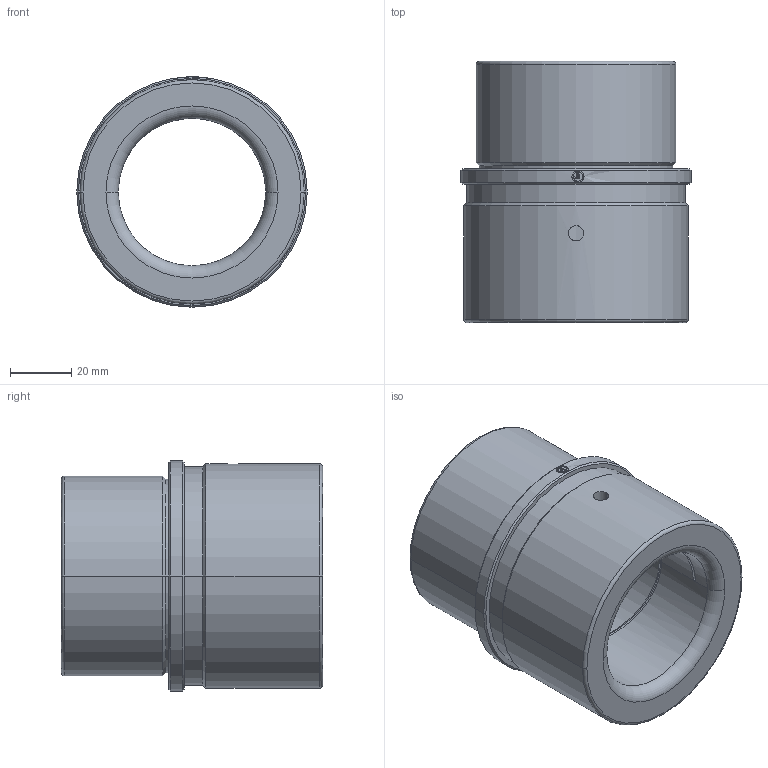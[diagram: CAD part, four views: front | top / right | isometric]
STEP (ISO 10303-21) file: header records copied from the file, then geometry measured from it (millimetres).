
FILE_DESCRIPTION (( 'STEP AP214' ), '1' );
FILE_NAME ('664QM-D48.STEP', '2021-11-08T02:26:04', ( '' ), ( '' ), 'SwSTEP 2.0', 'SolidWorks 2016', '' );
FILE_SCHEMA (( 'AUTOMOTIVE_DESIGN' ));
Length unit declared in the file: millimetre
Products named in the file (2): 664QM-D48
Bounding box: 75 x 85 x 75 mm (x, y, z)
Volume: 169538.4 mm3; surface area: 36901 mm2
Topology: 1 solids, 1 shells, 90 faces, 210 edges, 132 vertices
Faces by surface type: bspline 33, cylinder 25, plane 14, cone 10, torus 8
Entity records: 8332 total; most frequent: CARTESIAN_POINT 6528, ORIENTED_EDGE 408, DIRECTION 294, EDGE_CURVE 204, AXIS2_PLACEMENT_3D 124, VERTEX_POINT 120, EDGE_LOOP 98, B_SPLINE_CURVE_WITH_KNOTS 93
